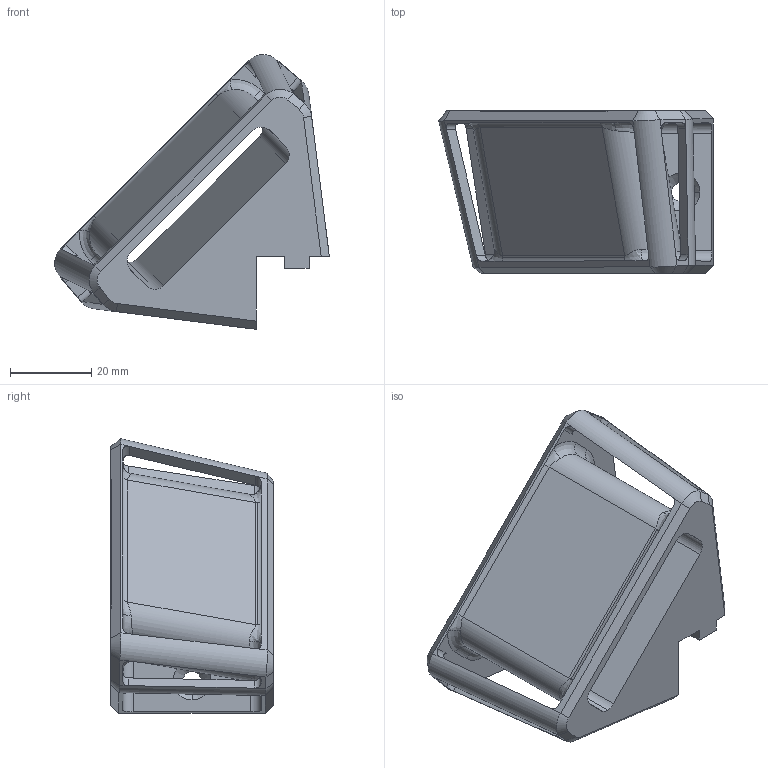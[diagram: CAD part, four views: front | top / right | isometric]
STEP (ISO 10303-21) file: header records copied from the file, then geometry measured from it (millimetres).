
FILE_DESCRIPTION (( 'STEP AP214' ), '1' );
FILE_NAME ('4x4 Solver PRT_310-2-260325 - Camera clip.STEP', '2025-03-26T20:34:22', ( '' ), ( '' ), 'SwSTEP 2.0', 'SolidWorks 2023', '' );
FILE_SCHEMA (( 'AUTOMOTIVE_DESIGN' ));
Length unit declared in the file: millimetre
Products named in the file (1): 4x4 Solver PRT_310-2-260325 - Camera clip
Bounding box: 67.63 x 40 x 67.63 mm (x, y, z)
Volume: 28444.2 mm3; surface area: 20472.2 mm2
Topology: 1 solids, 1 shells, 138 faces, 373 edges, 226 vertices
Faces by surface type: plane 56, cylinder 52, bspline 24, cone 4, torus 2
Entity records: 5590 total; most frequent: CARTESIAN_POINT 2455, ORIENTED_EDGE 746, DIRECTION 525, EDGE_CURVE 373, VERTEX_POINT 226, LINE 203, VECTOR 203, AXIS2_PLACEMENT_3D 161
